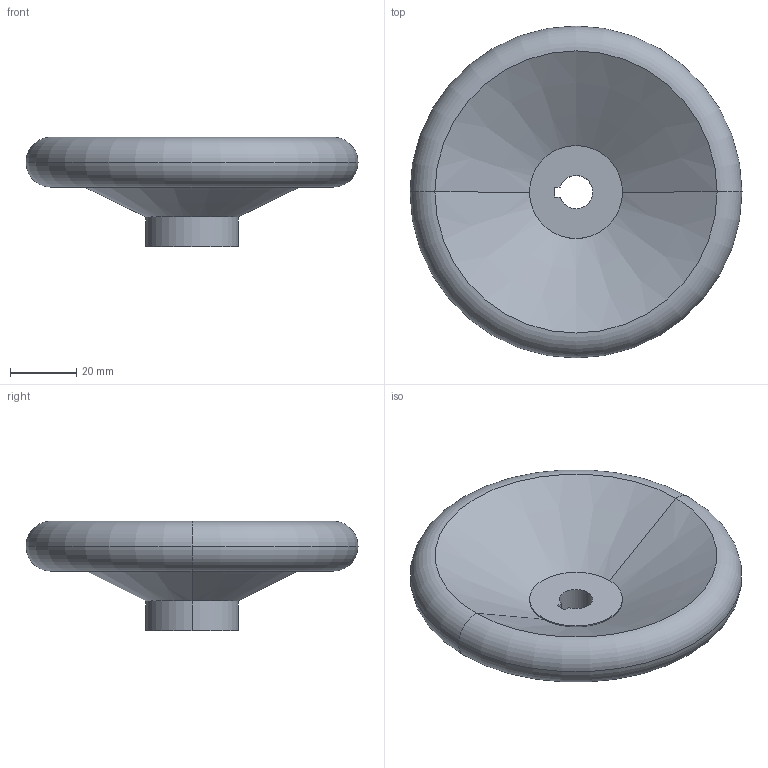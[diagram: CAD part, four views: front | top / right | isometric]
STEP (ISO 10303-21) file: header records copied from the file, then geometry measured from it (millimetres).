
FILE_DESCRIPTION(('STEP AP214'),'1');
FILE_NAME('HALDERN_EH_24570_0305.stp','2017-05-09T08:37:41',('TraceParts'),('TraceParts S.A.'),'Spatial InterOp 3D',' ',' ');
FILE_SCHEMA(('automotive_design'));
Length unit declared in the file: millimetre
Products named in the file (1): HALDERN_EH_24570_0305
Bounding box: 100 x 100 x 33 mm (x, y, z)
Volume: 81388.2 mm3; surface area: 21545.2 mm2
Topology: 1 solids, 1 shells, 24 faces, 51 edges, 30 vertices
Faces by surface type: cylinder 8, torus 6, plane 6, cone 4
Entity records: 869 total; most frequent: DIRECTION 131, CARTESIAN_POINT 106, ORIENTED_EDGE 102, AXIS2_PLACEMENT_3D 55, EDGE_CURVE 51, VERTEX_POINT 30, CIRCLE 30, EDGE_LOOP 27
